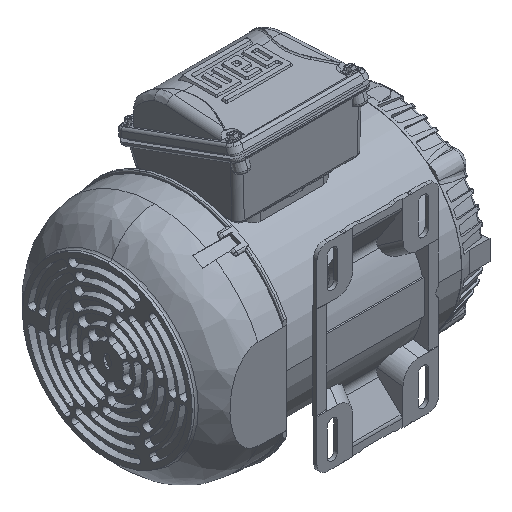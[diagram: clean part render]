
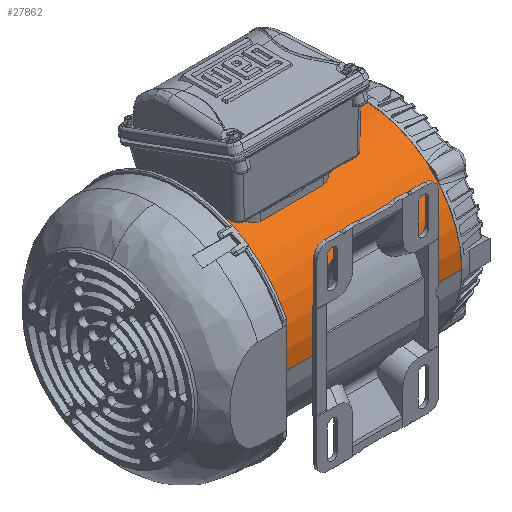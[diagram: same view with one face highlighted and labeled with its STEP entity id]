
A CAD part, isometric view. The second image highlights one B-rep face of the part: STEP entity #27862.
In plain terms, the highlighted cylindrical face has radius 81.875 mm (diameter 163.75 mm), a partial arc.
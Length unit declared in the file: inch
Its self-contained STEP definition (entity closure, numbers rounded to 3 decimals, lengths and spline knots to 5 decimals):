
#1059 = EDGE_CURVE ( 'NONE', #43495, #27620, #11127, .T. ) ;
#1107 = DIRECTION ( 'NONE',  ( 0., 0., 1. ) ) ;
#1936 = CARTESIAN_POINT ( 'NONE',  ( -1.92794, 0.0433, 0. ) ) ;
#2112 = CARTESIAN_POINT ( 'NONE',  ( 3.97757, 0.0433, 0. ) ) ;
#2468 = VECTOR ( 'NONE', #39589, 39.37008 ) ;
#2774 = FACE_OUTER_BOUND ( 'NONE', #52082, .T. ) ;
#4929 = DIRECTION ( 'NONE',  ( 0., 0., 1. ) ) ;
#6305 = DIRECTION ( 'NONE',  ( -1., 0., 0. ) ) ;
#8155 = VECTOR ( 'NONE', #52014, 39.37008 ) ;
#10143 = CARTESIAN_POINT ( 'NONE',  ( 24.81121, 0.0433, 3.22343 ) ) ;
#10677 = CARTESIAN_POINT ( 'NONE',  ( 3.97757, -3.18012, 0.00056 ) ) ;
#11127 = CIRCLE ( 'NONE', #18073, 3.22343 ) ;
#11263 = CARTESIAN_POINT ( 'NONE',  ( -1.92794, 0.0433, 3.22343 ) ) ;
#11416 = AXIS2_PLACEMENT_3D ( 'NONE', #1936, #17960, #4929 ) ;
#12913 = EDGE_CURVE ( 'NONE', #19194, #43495, #51274, .T. ) ;
#13659 = EDGE_CURVE ( 'NONE', #21007, #19194, #15743, .T. ) ;
#14376 = AXIS2_PLACEMENT_3D ( 'NONE', #47131, #6305, #22891 ) ;
#14489 = LINE ( 'NONE', #10143, #8155 ) ;
#15743 = CIRCLE ( 'NONE', #11416, 3.22343 ) ;
#17960 = DIRECTION ( 'NONE',  ( 1., 0., 0. ) ) ;
#18073 = AXIS2_PLACEMENT_3D ( 'NONE', #2112, #46528, #1107 ) ;
#19194 = VERTEX_POINT ( 'NONE', #32878 ) ;
#21007 = VERTEX_POINT ( 'NONE', #11263 ) ;
#22891 = DIRECTION ( 'NONE',  ( 0., 0., 1. ) ) ;
#27247 = CYLINDRICAL_SURFACE ( 'NONE', #14376, 3.22343 ) ;
#27562 = CARTESIAN_POINT ( 'NONE',  ( 3.97757, 0.0433, 3.22343 ) ) ;
#27620 = VERTEX_POINT ( 'NONE', #27562 ) ;
#27755 = ORIENTED_EDGE ( 'NONE', *, *, #1059, .T. ) ;
#27862 = ADVANCED_FACE ( 'NONE', ( #2774 ), #27247, .T. ) ;
#30867 = ORIENTED_EDGE ( 'NONE', *, *, #48598, .T. ) ;
#32878 = CARTESIAN_POINT ( 'NONE',  ( -1.92794, -3.18012, 0.00056 ) ) ;
#39589 = DIRECTION ( 'NONE',  ( 1., 0., 0. ) ) ;
#39660 = ORIENTED_EDGE ( 'NONE', *, *, #13659, .T. ) ;
#43495 = VERTEX_POINT ( 'NONE', #10677 ) ;
#46528 = DIRECTION ( 'NONE',  ( -1., 0., 0. ) ) ;
#47131 = CARTESIAN_POINT ( 'NONE',  ( 24.81121, 0.0433, 0. ) ) ;
#47233 = CARTESIAN_POINT ( 'NONE',  ( 24.81121, -3.18012, 0.00056 ) ) ;
#47640 = ORIENTED_EDGE ( 'NONE', *, *, #12913, .T. ) ;
#48598 = EDGE_CURVE ( 'NONE', #27620, #21007, #14489, .T. ) ;
#51274 = LINE ( 'NONE', #47233, #2468 ) ;
#52014 = DIRECTION ( 'NONE',  ( -1., 0., 0. ) ) ;
#52082 = EDGE_LOOP ( 'NONE', ( #27755, #30867, #39660, #47640 ) ) ;
